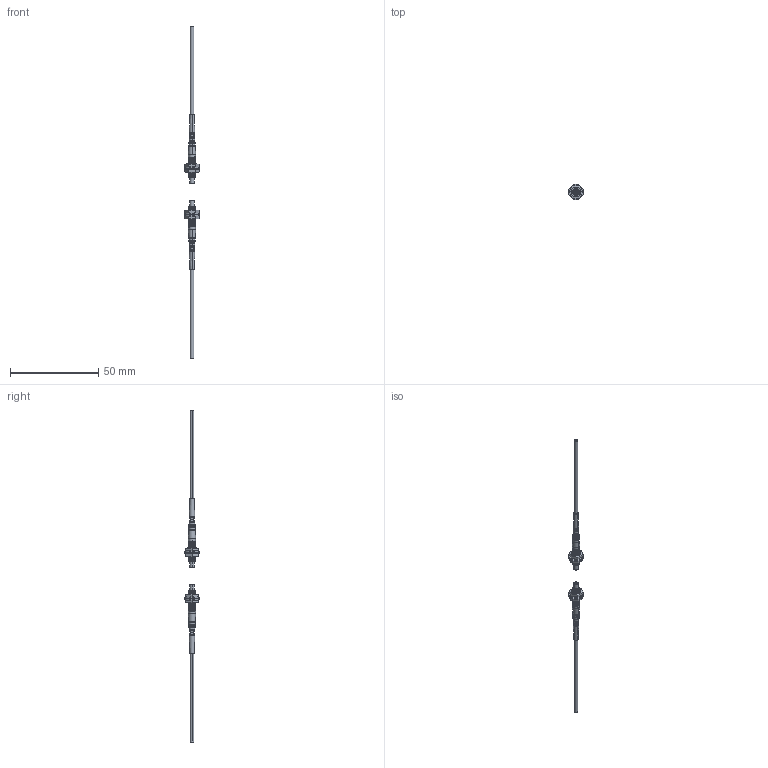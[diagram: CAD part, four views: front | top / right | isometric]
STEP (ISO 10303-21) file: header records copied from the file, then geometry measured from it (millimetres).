
FILE_DESCRIPTION (( 'STEP AP214' ), '1' );
FILE_NAME ('OFM4-TR.STEP', '2020-06-10T09:06:26', ( 'managet2' ), ( '' ), 'SwSTEP 2.0', 'SolidWorks 2016', '' );
FILE_SCHEMA (( 'AUTOMOTIVE_DESIGN' ));
Length unit declared in the file: millimetre
Products named in the file (14): toothed lock washer_a_jis_JIS B 1255 A 4; Ãàéêà-1; OFM4-TR-1; OFM4-TR
Assembly tree (10 placements, depth 2):
  toothed lock washer_a_jis_JIS B 1255 A 4
  toothed lock washer_a_jis_JIS B 1255 A 4
  toothed lock washer_a_jis_JIS B 1255 A 4
  toothed lock washer_a_jis_JIS B 1255 A 4
  Ãàéêà-1
Bounding box: 8.5 x 8.5 x 188 mm (x, y, z)
Volume: 1272.3 mm3; surface area: 4809.1 mm2
Topology: 16 solids, 16 shells, 492 faces, 1424 edges, 944 vertices
Faces by surface type: cylinder 250, plane 174, bspline 46, cone 22
Entity records: 10149 total; most frequent: CARTESIAN_POINT 5336, ORIENTED_EDGE 1090, DIRECTION 806, EDGE_CURVE 545, VERTEX_POINT 362, AXIS2_PLACEMENT_3D 307, EDGE_LOOP 209, LINE 192
